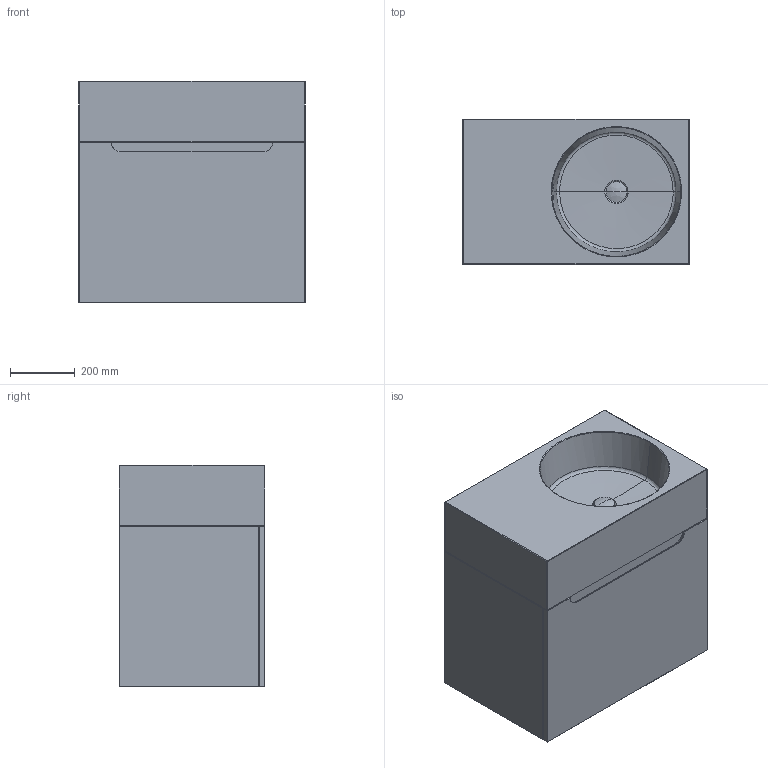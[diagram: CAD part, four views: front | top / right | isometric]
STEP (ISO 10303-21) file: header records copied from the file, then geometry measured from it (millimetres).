
FILE_DESCRIPTION(/* description */ (''),/* implementation_level */ '2;1');
FILE_NAME(/* name */ 'STEP - NEV2-70012LKITALL_2356828_RHB',/* time_stamp */ '2025-01-28T10:12:28+11:00',/* author */ (''),/* organization */ (''),/* preprocessor_version */ 'ST-DEVELOPER v16.5',/* originating_system */ 'Rhino 7.37',/* authorisation */ '');
FILE_SCHEMA (('AUTOMOTIVE_DESIGN'));
Length unit declared in the file: millimetre
Products named in the file (17): Document; NEO_700_CABINET_ASM20; NEO_700_CARCASS9; NEO_700_BOTTOM_DRAWER1234; NEO_700_TOP_DRAWER10; NEO_BRACKET6; NEO_700_SPACER78; DIVIDER_B16; NEO_700_12L_A5; WASTE_NO_OFLOW_ASM_ASM19; OMVIVO_WASTE_NO_OFLOW11; 32-40_ADAPTER_LOCKNUT_STEEL12; Block 07; WASTE_TOP_WASHER13; LOCKNUT_WASHER14; PLUG15; TRAP1718
Assembly tree (19 placements, depth 5):
  Document
    NEO_700_CABINET_ASM20
      NEO_700_CARCASS9
      NEO_700_BOTTOM_DRAWER1234
      NEO_700_TOP_DRAWER10
      NEO_BRACKET6  x4
      NEO_700_SPACER78
      DIVIDER_B16
      NEO_700_12L_A5
      WASTE_NO_OFLOW_ASM_ASM19
        OMVIVO_WASTE_NO_OFLOW11
        32-40_ADAPTER_LOCKNUT_STEEL12
          Block 07
        WASTE_TOP_WASHER13
        LOCKNUT_WASHER14
        PLUG15
      TRAP1718
Bounding box: 700 x 450 x 685 mm (x, y, z)
Volume: 48443856.1 mm3; surface area: 6937509.6 mm2
Topology: 32 solids, 32 shells, 1000 faces, 2355 edges, 1434 vertices
Faces by surface type: cylinder 419, bspline 299, plane 282
Entity records: 49371 total; most frequent: CARTESIAN_POINT 36170, ORIENTED_EDGE 3912, EDGE_CURVE 1956, VERTEX_POINT 1170, B_SPLINE_CURVE_WITH_KNOTS 1135, EDGE_LOOP 934, ADVANCED_FACE 862, FACE_OUTER_BOUND 862
